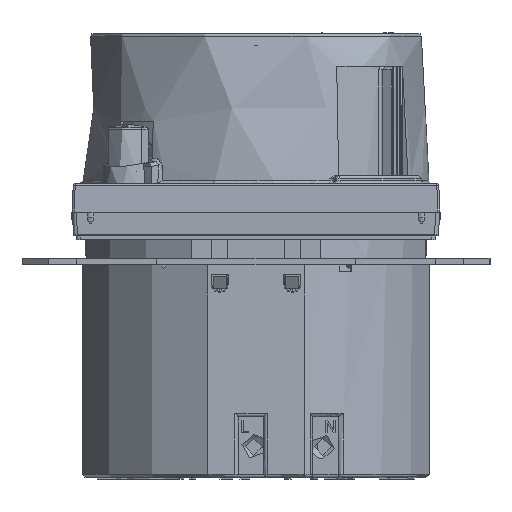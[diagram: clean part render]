
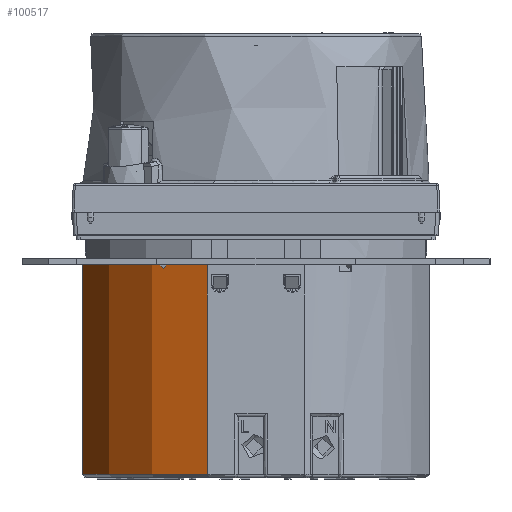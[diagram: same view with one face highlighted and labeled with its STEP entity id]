
A CAD part, front view. The second image highlights one B-rep face of the part: STEP entity #100517.
In plain terms, the highlighted cylindrical face has radius 27.2 mm (diameter 54.4 mm), a partial arc.
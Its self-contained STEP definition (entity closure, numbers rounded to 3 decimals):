
#4260=CYLINDRICAL_SURFACE('',#107489,27.2);
#7758=FACE_OUTER_BOUND('',#13498,.T.);
#13498=EDGE_LOOP('',(#78130,#78131,#78132,#78133));
#17914=CIRCLE('',#106896,27.2);
#17943=CIRCLE('',#107007,27.2);
#25033=LINE('',#198244,#34561);
#25034=LINE('',#198245,#34562);
#34561=VECTOR('',#124794,1.);
#34562=VECTOR('',#124795,1.);
#43812=VERTEX_POINT('',#194826);
#43813=VERTEX_POINT('',#194828);
#43917=VERTEX_POINT('',#195524);
#43918=VERTEX_POINT('',#195556);
#55558=EDGE_CURVE('',#43812,#43813,#17914,.T.);
#55740=EDGE_CURVE('',#43918,#43917,#17943,.F.);
#56483=EDGE_CURVE('',#43917,#43813,#25033,.F.);
#56484=EDGE_CURVE('',#43918,#43812,#25034,.F.);
#78130=ORIENTED_EDGE('',*,*,#55740,.T.);
#78131=ORIENTED_EDGE('',*,*,#56483,.T.);
#78132=ORIENTED_EDGE('',*,*,#55558,.F.);
#78133=ORIENTED_EDGE('',*,*,#56484,.F.);
#100517=ADVANCED_FACE('',(#7758),#4260,.T.);
#106896=AXIS2_PLACEMENT_3D('',#194829,#122942,#122943);
#107007=AXIS2_PLACEMENT_3D('',#195557,#123283,#123284);
#107489=AXIS2_PLACEMENT_3D('',#198243,#124792,#124793);
#122942=DIRECTION('center_axis',(0.,0.,1.));
#122943=DIRECTION('ref_axis',(1.,0.,0.));
#123283=DIRECTION('center_axis',(0.,0.,-1.));
#123284=DIRECTION('ref_axis',(-1.,0.,0.));
#124792=DIRECTION('center_axis',(0.,0.,-1.));
#124793=DIRECTION('ref_axis',(0.,1.,0.));
#124794=DIRECTION('',(0.,0.,-1.));
#124795=DIRECTION('',(0.,0.,-1.));
#194826=CARTESIAN_POINT('',(-26.191,-7.341,0.));
#194828=CARTESIAN_POINT('',(-7.341,-26.191,0.));
#194829=CARTESIAN_POINT('Origin',(0.,0.,0.));
#195524=CARTESIAN_POINT('',(-7.341,-26.191,-31.7));
#195556=CARTESIAN_POINT('',(-26.191,-7.341,-31.7));
#195557=CARTESIAN_POINT('Origin',(0.,0.,-31.7));
#198243=CARTESIAN_POINT('Origin',(0.,0.,0.));
#198244=CARTESIAN_POINT('',(-7.341,-26.191,-16.));
#198245=CARTESIAN_POINT('',(-26.191,-7.341,-16.));
